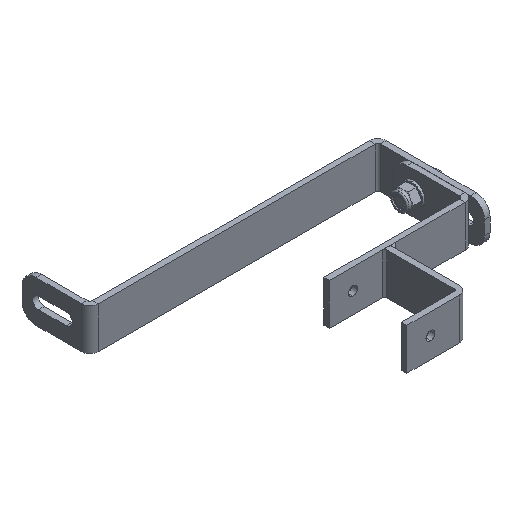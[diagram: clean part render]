
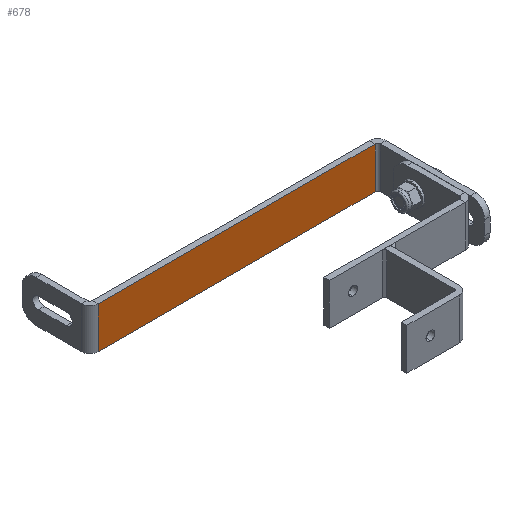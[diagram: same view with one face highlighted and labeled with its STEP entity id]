
A CAD part, isometric view. The second image highlights one B-rep face of the part: STEP entity #678.
In plain terms, the highlighted planar face has unit normal (0, -1, 0).
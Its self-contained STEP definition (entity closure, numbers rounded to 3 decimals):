
#675 = ORIENTED_EDGE ( 'NONE', *, *, #693, .F. ) ;
#678 = ADVANCED_FACE ( 'NONE', ( #3590 ), #3585, .T. ) ;
#680 = ORIENTED_EDGE ( 'NONE', *, *, #1946, .F. ) ;
#682 = ORIENTED_EDGE ( 'NONE', *, *, #689, .T. ) ;
#683 = ORIENTED_EDGE ( 'NONE', *, *, #1934, .T. ) ;
#689 = EDGE_CURVE ( 'NONE', #1881, #1959, #3632, .T. ) ;
#693 = EDGE_CURVE ( 'NONE', #1849, #1911, #3625, .T. ) ;
#698 = EDGE_LOOP ( 'NONE', ( #680, #675, #683, #682 ) ) ;
#1849 = VERTEX_POINT ( 'NONE', #5697 ) ;
#1881 = VERTEX_POINT ( 'NONE', #5711 ) ;
#1911 = VERTEX_POINT ( 'NONE', #5746 ) ;
#1934 = EDGE_CURVE ( 'NONE', #1849, #1881, #5809, .T. ) ;
#1946 = EDGE_CURVE ( 'NONE', #1911, #1959, #5837, .T. ) ;
#1959 = VERTEX_POINT ( 'NONE', #5895 ) ;
#3582 = DIRECTION ( 'NONE',  ( 1., 0., 0. ) ) ;
#3583 = DIRECTION ( 'NONE',  ( 0., -1., 0. ) ) ;
#3584 = CARTESIAN_POINT ( 'NONE',  ( 100., 90., 15. ) ) ;
#3585 = PLANE ( 'NONE',  #3602 ) ;
#3590 = FACE_OUTER_BOUND ( 'NONE', #698, .T. ) ;
#3602 = AXIS2_PLACEMENT_3D ( 'NONE', #3584, #3583, #3582 ) ;
#3620 = DIRECTION ( 'NONE',  ( 0., 0., -1. ) ) ;
#3621 = VECTOR ( 'NONE', #3620, 1000. ) ;
#3622 = CARTESIAN_POINT ( 'NONE',  ( 98., 90., 15. ) ) ;
#3625 = LINE ( 'NONE', #3622, #3621 ) ;
#3629 = DIRECTION ( 'NONE',  ( 0., 0., -1. ) ) ;
#3630 = VECTOR ( 'NONE', #3629, 1000. ) ;
#3631 = CARTESIAN_POINT ( 'NONE',  ( -102., 90., 15. ) ) ;
#3632 = LINE ( 'NONE', #3631, #3630 ) ;
#5697 = CARTESIAN_POINT ( 'NONE',  ( 98., 90., 15. ) ) ;
#5711 = CARTESIAN_POINT ( 'NONE',  ( -102., 90., 15. ) ) ;
#5746 = CARTESIAN_POINT ( 'NONE',  ( 98., 90., -15. ) ) ;
#5806 = DIRECTION ( 'NONE',  ( -1., 0., 0. ) ) ;
#5807 = VECTOR ( 'NONE', #5806, 1000. ) ;
#5808 = CARTESIAN_POINT ( 'NONE',  ( 100., 90., 15. ) ) ;
#5809 = LINE ( 'NONE', #5808, #5807 ) ;
#5834 = DIRECTION ( 'NONE',  ( -1., 0., 0. ) ) ;
#5835 = VECTOR ( 'NONE', #5834, 1000. ) ;
#5836 = CARTESIAN_POINT ( 'NONE',  ( 100., 90., -15. ) ) ;
#5837 = LINE ( 'NONE', #5836, #5835 ) ;
#5895 = CARTESIAN_POINT ( 'NONE',  ( -102., 90., -15. ) ) ;
